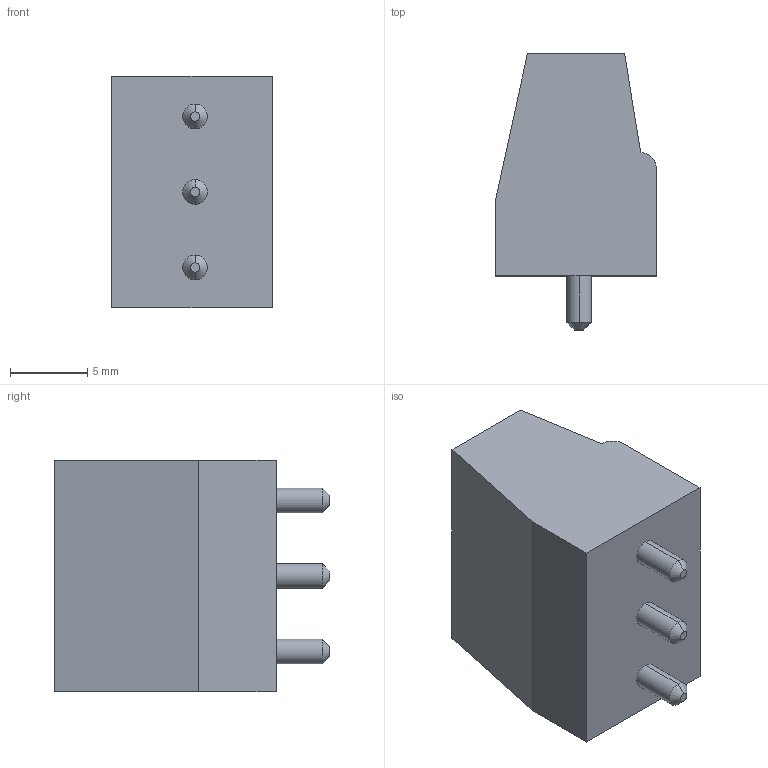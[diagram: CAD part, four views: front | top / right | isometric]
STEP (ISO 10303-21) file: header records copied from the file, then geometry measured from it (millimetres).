
FILE_DESCRIPTION (( 'STEP AP214' ), '1' );
FILE_NAME ('TBlock3vias - KRE.STEP', '2017-01-14T13:44:22', ( '' ), ( '' ), 'SwSTEP 2.0', 'SolidWorks 2015', '' );
FILE_SCHEMA (( 'AUTOMOTIVE_DESIGN' ));
Length unit declared in the file: millimetre
Products named in the file (4): PrensaFio; TBlock3vias - KRE; Parafusos
Assembly tree (10 placements, depth 2):
  TBlock3vias - KRE
    TBlock3vias - KRE
    PrensaFio  x6
    Parafusos  x3
Bounding box: 10.4 x 17.9 x 15 mm (x, y, z)
Volume: 1798.3 mm3; surface area: 1623.5 mm2
Topology: 10 solids, 10 shells, 732 faces, 2091 edges, 1388 vertices
Faces by surface type: plane 707, cylinder 19, cone 6
Entity records: 7491 total; most frequent: CARTESIAN_POINT 958, ORIENTED_EDGE 930, DIRECTION 883, EDGE_CURVE 465, LINE 425, VECTOR 425, VERTEX_POINT 304, AXIS2_PLACEMENT_3D 229
